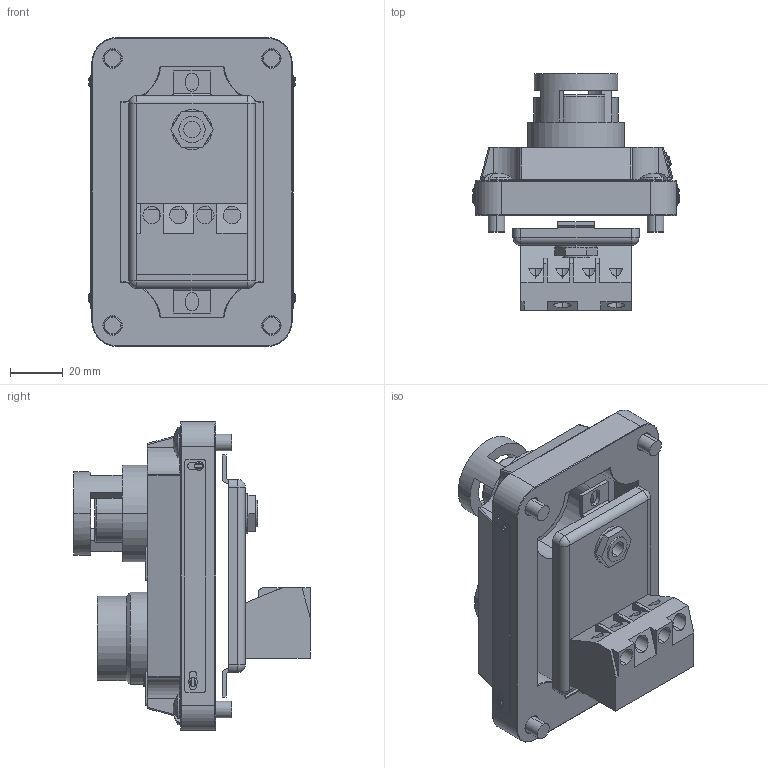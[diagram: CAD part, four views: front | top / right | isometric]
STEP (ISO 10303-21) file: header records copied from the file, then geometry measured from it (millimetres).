
FILE_DESCRIPTION (( 'STEP AP214' ), '1' );
FILE_NAME ('XCS-0B13-OD.step', '2016-03-09T20:40:54', ( '' ), ( '' ), 'SwSTEP 2.0', 'SolidWorks 2015', '' );
FILE_SCHEMA (( 'AUTOMOTIVE_DESIGN' ));
Length unit declared in the file: millimetre
Products named in the file (1): XCS-0B13-OD
Bounding box: 78.74 x 89.95 x 117.6 mm (x, y, z)
Volume: 210897.5 mm3; surface area: 64768.8 mm2
Topology: 13 solids, 13 shells, 560 faces, 1394 edges, 849 vertices
Faces by surface type: plane 224, cylinder 200, torus 80, bspline 24, cone 18, sphere 14
Entity records: 20535 total; most frequent: CARTESIAN_POINT 3768, DIRECTION 2924, ORIENTED_EDGE 2754, EDGE_CURVE 1377, AXIS2_PLACEMENT_3D 1142, VERTEX_POINT 846, LINE 640, VECTOR 640
